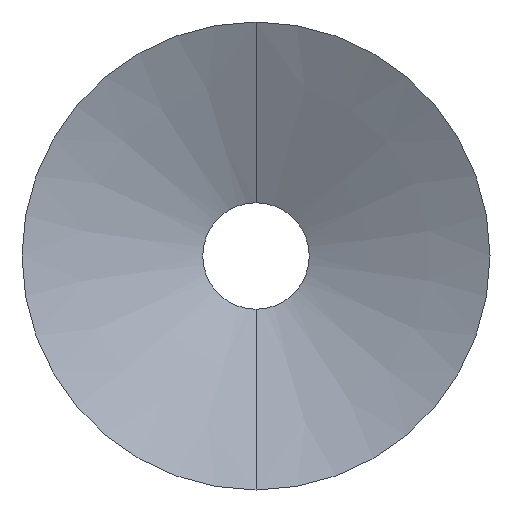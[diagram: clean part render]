
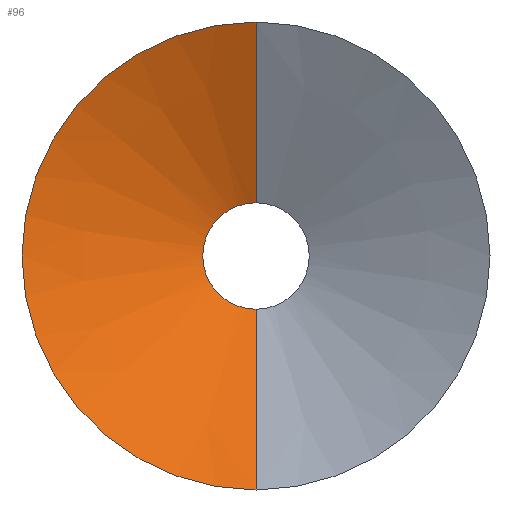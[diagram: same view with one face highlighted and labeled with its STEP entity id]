
A CAD part, front view. The second image highlights one B-rep face of the part: STEP entity #96.
In plain terms, the highlighted conical face has half-angle 65.93 degrees and reference radius 2.9 mm.
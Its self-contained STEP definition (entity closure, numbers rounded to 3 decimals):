
#96=ADVANCED_FACE('',(#251),#252,.F.);
#251=FACE_OUTER_BOUND('',#471,.T.);
#252=CONICAL_SURFACE('',#472,2.9,1.151);
#471=EDGE_LOOP('',(#2946,#2947,#2948,#2949));
#472=AXIS2_PLACEMENT_3D('',#2950,#2951,#2952);
#2946=ORIENTED_EDGE('',*,*,#3454,.T.);
#2947=ORIENTED_EDGE('',*,*,#3455,.T.);
#2948=ORIENTED_EDGE('',*,*,#3456,.F.);
#2949=ORIENTED_EDGE('',*,*,#3457,.F.);
#2950=CARTESIAN_POINT('',(0.0,-5.1,0.0));
#2951=DIRECTION('',(0.0,-1.0,-0.0));
#2952=DIRECTION('',(0.0,0.0,-1.0));
#3454=EDGE_CURVE('',#3693,#3694,#3695,.T.);
#3455=EDGE_CURVE('',#3694,#3687,#3696,.T.);
#3456=EDGE_CURVE('',#3688,#3687,#3697,.T.);
#3457=EDGE_CURVE('',#3693,#3688,#3698,.T.);
#3687=VERTEX_POINT('',#4028);
#3688=VERTEX_POINT('',#4029);
#3693=VERTEX_POINT('',#4036);
#3694=VERTEX_POINT('',#4037);
#3695=CIRCLE('',#4038,2.9);
#3696=LINE('',#4039,#4040);
#3697=CIRCLE('',#4041,12.75);
#3698=LINE('',#4042,#4043);
#4028=CARTESIAN_POINT('',(0.,-9.5,12.75));
#4029=CARTESIAN_POINT('',(0.0,-9.5,-12.75));
#4036=CARTESIAN_POINT('',(0.,-5.1,-2.9));
#4037=CARTESIAN_POINT('',(0.0,-5.1,2.9));
#4038=AXIS2_PLACEMENT_3D('',#5369,#5370,#5371);
#4039=CARTESIAN_POINT('',(0.,-5.1,2.9));
#4040=VECTOR('',#5372,1000.0);
#4041=AXIS2_PLACEMENT_3D('',#5373,#5374,#5375);
#4042=CARTESIAN_POINT('',(0.0,-5.1,-2.9));
#4043=VECTOR('',#5376,1000.0);
#5369=CARTESIAN_POINT('',(0.0,-5.1,0.0));
#5370=DIRECTION('',(0.0,1.0,0.0));
#5371=DIRECTION('',(0.0,0.0,1.0));
#5372=DIRECTION('',(0.,-0.408,0.913));
#5373=CARTESIAN_POINT('',(0.0,-9.5,0.0));
#5374=DIRECTION('',(0.0,1.0,0.0));
#5375=DIRECTION('',(0.0,0.0,1.0));
#5376=DIRECTION('',(0.0,-0.408,-0.913));
